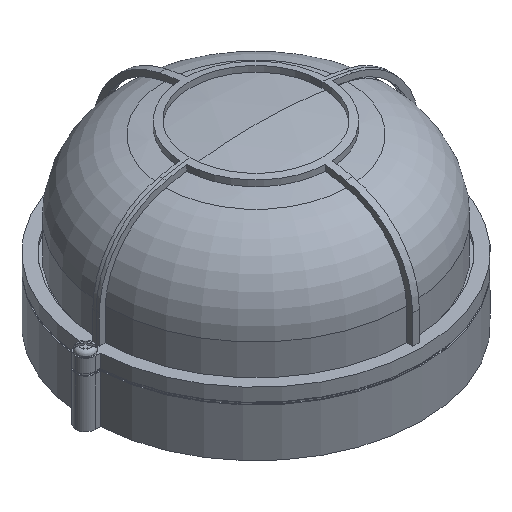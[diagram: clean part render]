
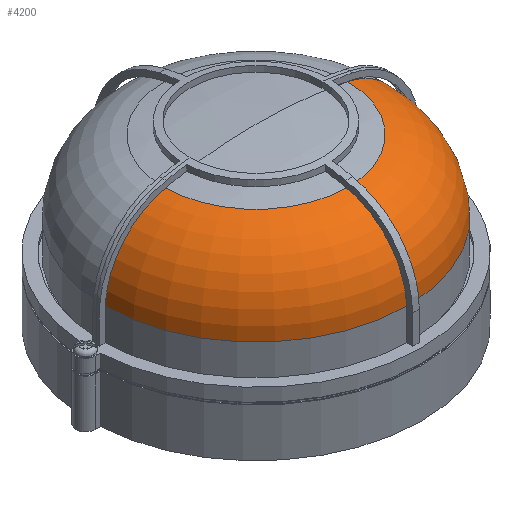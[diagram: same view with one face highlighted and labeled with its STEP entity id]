
A CAD part, isometric view. The second image highlights one B-rep face of the part: STEP entity #4200.
In plain terms, the highlighted toroidal (fillet/blend) face has major radius 39.95 mm and minor radius 38.55 mm.
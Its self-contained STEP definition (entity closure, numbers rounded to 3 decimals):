
#290 = ORIENTED_EDGE ( 'NONE', *, *, #4726, .F. ) ;
#293 = CIRCLE ( 'NONE', #2518, 38.55 ) ;
#297 = CIRCLE ( 'NONE', #2625, 38.55 ) ;
#985 = DIRECTION ( 'NONE',  ( 0., 0., -1. ) ) ;
#1000 = DIRECTION ( 'NONE',  ( 0., -1., 0. ) ) ;
#1017 = CARTESIAN_POINT ( 'NONE',  ( 39.95, 0., 48. ) ) ;
#1132 = CARTESIAN_POINT ( 'NONE',  ( -78.5, 0., 48. ) ) ;
#1180 = AXIS2_PLACEMENT_3D ( 'NONE', #1578, #1205, #3219 ) ;
#1204 = CARTESIAN_POINT ( 'NONE',  ( -47.5, 0., 85.803 ) ) ;
#1205 = DIRECTION ( 'NONE',  ( 0., 0., 1. ) ) ;
#1254 = EDGE_CURVE ( 'NONE', #4928, #4523, #297, .T. ) ;
#1288 = EDGE_CURVE ( 'NONE', #3837, #5065, #293, .T. ) ;
#1355 = DIRECTION ( 'NONE',  ( 0., 0., 1. ) ) ;
#1369 = CARTESIAN_POINT ( 'NONE',  ( 0., 0., 85.803 ) ) ;
#1412 = DIRECTION ( 'NONE',  ( -1., 0., 0. ) ) ;
#1458 = DIRECTION ( 'NONE',  ( 0., 1., 0. ) ) ;
#1578 = CARTESIAN_POINT ( 'NONE',  ( 0., 0., 48. ) ) ;
#1640 = CARTESIAN_POINT ( 'NONE',  ( -39.95, 0., 48. ) ) ;
#1669 = CARTESIAN_POINT ( 'NONE',  ( 47.5, 0., 85.803 ) ) ;
#1742 = DIRECTION ( 'NONE',  ( 1., 0., 0. ) ) ;
#2204 = CIRCLE ( 'NONE', #4024, 47.5 ) ;
#2314 = CIRCLE ( 'NONE', #4279, 78.5 ) ;
#2480 = ORIENTED_EDGE ( 'NONE', *, *, #1254, .F. ) ;
#2510 = ORIENTED_EDGE ( 'NONE', *, *, #4688, .T. ) ;
#2515 = ORIENTED_EDGE ( 'NONE', *, *, #1288, .T. ) ;
#2518 = AXIS2_PLACEMENT_3D ( 'NONE', #1017, #1000, #985 ) ;
#2625 = AXIS2_PLACEMENT_3D ( 'NONE', #1640, #1458, #1412 ) ;
#3139 = CARTESIAN_POINT ( 'NONE',  ( 78.5, 0., 48. ) ) ;
#3219 = DIRECTION ( 'NONE',  ( 1., 0., 0. ) ) ;
#3513 = TOROIDAL_SURFACE ( 'NONE', #1180, 39.95, 38.55 ) ;
#3546 = FACE_OUTER_BOUND ( 'NONE', #4123, .T. ) ;
#3811 = CARTESIAN_POINT ( 'NONE',  ( 0., 0., 48. ) ) ;
#3837 = VERTEX_POINT ( 'NONE', #3139 ) ;
#4024 = AXIS2_PLACEMENT_3D ( 'NONE', #1369, #4265, #1742 ) ;
#4123 = EDGE_LOOP ( 'NONE', ( #2480, #2510, #2515, #290 ) ) ;
#4200 = ADVANCED_FACE ( 'NONE', ( #3546 ), #3513, .T. ) ;
#4249 = DIRECTION ( 'NONE',  ( 1., 0., 0. ) ) ;
#4265 = DIRECTION ( 'NONE',  ( 0., 0., 1. ) ) ;
#4279 = AXIS2_PLACEMENT_3D ( 'NONE', #3811, #1355, #4249 ) ;
#4523 = VERTEX_POINT ( 'NONE', #1204 ) ;
#4688 = EDGE_CURVE ( 'NONE', #4928, #3837, #2314, .T. ) ;
#4726 = EDGE_CURVE ( 'NONE', #4523, #5065, #2204, .T. ) ;
#4928 = VERTEX_POINT ( 'NONE', #1132 ) ;
#5065 = VERTEX_POINT ( 'NONE', #1669 ) ;
